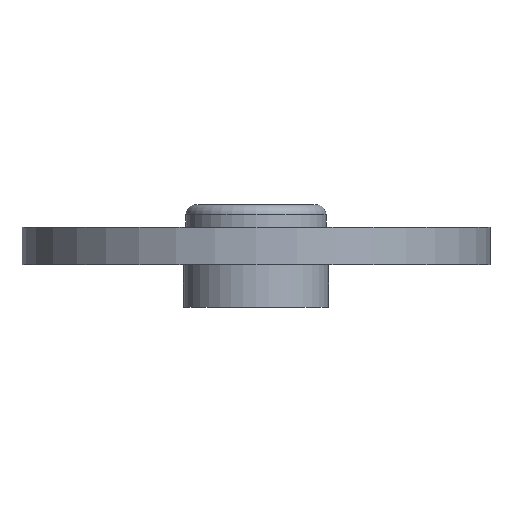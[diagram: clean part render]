
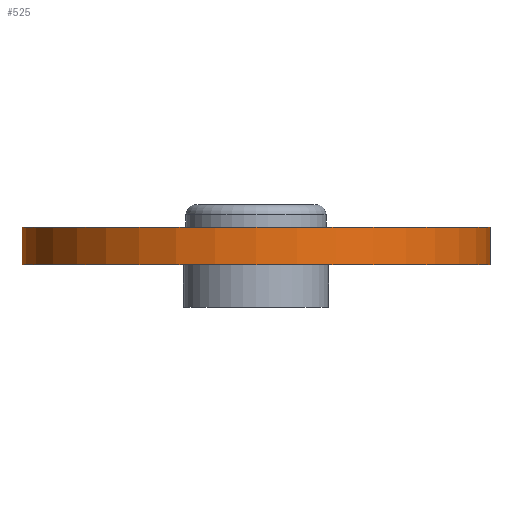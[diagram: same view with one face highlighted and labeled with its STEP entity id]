
A CAD part, front view. The second image highlights one B-rep face of the part: STEP entity #525.
In plain terms, the highlighted cylindrical face has radius 9.35 mm (diameter 18.7 mm), a full revolution.
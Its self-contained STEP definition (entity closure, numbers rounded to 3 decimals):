
#66 = PLANE('',#67);
#67 = AXIS2_PLACEMENT_3D('',#68,#69,#70);
#68 = CARTESIAN_POINT('',(9.35,0.,1.5));
#69 = DIRECTION('',(0.,0.,-1.));
#70 = DIRECTION('',(-1.,0.,0.));
#171 = EDGE_CURVE('',#172,#172,#174,.T.);
#172 = VERTEX_POINT('',#173);
#173 = CARTESIAN_POINT('',(9.35,0.,1.5));
#174 = SURFACE_CURVE('',#175,(#180,#191),.PCURVE_S1.);
#175 = CIRCLE('',#176,9.35);
#176 = AXIS2_PLACEMENT_3D('',#177,#178,#179);
#177 = CARTESIAN_POINT('',(0.,0.,1.5));
#178 = DIRECTION('',(0.,0.,1.));
#179 = DIRECTION('',(1.,0.,0.));
#180 = PCURVE('',#66,#181);
#181 = DEFINITIONAL_REPRESENTATION('',(#182),#190);
#182 = ( BOUNDED_CURVE() B_SPLINE_CURVE(2,(#183,#184,#185,#186,#187,#188
,#189),.UNSPECIFIED.,.F.,.F.) B_SPLINE_CURVE_WITH_KNOTS((1,2,2,2,2,1),(
    -2.094,0.,2.094,4.189,6.283,
8.378),.UNSPECIFIED.) CURVE() GEOMETRIC_REPRESENTATION_ITEM() 
RATIONAL_B_SPLINE_CURVE((1.,0.5,1.,0.5,1.,0.5,1.)) REPRESENTATION_ITEM(
  '') );
#183 = CARTESIAN_POINT('',(0.,0.));
#184 = CARTESIAN_POINT('',(0.,16.195));
#185 = CARTESIAN_POINT('',(14.025,8.097));
#186 = CARTESIAN_POINT('',(28.05,0.));
#187 = CARTESIAN_POINT('',(14.025,-8.097));
#188 = CARTESIAN_POINT('',(0.,-16.195));
#189 = CARTESIAN_POINT('',(0.,0.));
#190 = ( GEOMETRIC_REPRESENTATION_CONTEXT(2) 
PARAMETRIC_REPRESENTATION_CONTEXT() REPRESENTATION_CONTEXT('2D SPACE',''
  ) );
#191 = PCURVE('',#192,#197);
#192 = CYLINDRICAL_SURFACE('',#193,9.35);
#193 = AXIS2_PLACEMENT_3D('',#194,#195,#196);
#194 = CARTESIAN_POINT('',(0.,0.,0.));
#195 = DIRECTION('',(-0.,-0.,-1.));
#196 = DIRECTION('',(1.,0.,0.));
#197 = DEFINITIONAL_REPRESENTATION('',(#198),#202);
#198 = LINE('',#199,#200);
#199 = CARTESIAN_POINT('',(-0.,-1.5));
#200 = VECTOR('',#201,1.);
#201 = DIRECTION('',(-1.,0.));
#202 = ( GEOMETRIC_REPRESENTATION_CONTEXT(2) 
PARAMETRIC_REPRESENTATION_CONTEXT() REPRESENTATION_CONTEXT('2D SPACE',''
  ) );
#525 = ADVANCED_FACE('',(#526),#192,.T.);
#526 = FACE_BOUND('',#527,.F.);
#527 = EDGE_LOOP('',(#528,#551,#552,#553));
#528 = ORIENTED_EDGE('',*,*,#529,.T.);
#529 = EDGE_CURVE('',#530,#172,#532,.T.);
#530 = VERTEX_POINT('',#531);
#531 = CARTESIAN_POINT('',(9.35,0.,0.));
#532 = SEAM_CURVE('',#533,(#537,#544),.PCURVE_S1.);
#533 = LINE('',#534,#535);
#534 = CARTESIAN_POINT('',(9.35,0.,0.));
#535 = VECTOR('',#536,1.);
#536 = DIRECTION('',(0.,0.,1.));
#537 = PCURVE('',#192,#538);
#538 = DEFINITIONAL_REPRESENTATION('',(#539),#543);
#539 = LINE('',#540,#541);
#540 = CARTESIAN_POINT('',(-0.,0.));
#541 = VECTOR('',#542,1.);
#542 = DIRECTION('',(-0.,-1.));
#543 = ( GEOMETRIC_REPRESENTATION_CONTEXT(2) 
PARAMETRIC_REPRESENTATION_CONTEXT() REPRESENTATION_CONTEXT('2D SPACE',''
  ) );
#544 = PCURVE('',#192,#545);
#545 = DEFINITIONAL_REPRESENTATION('',(#546),#550);
#546 = LINE('',#547,#548);
#547 = CARTESIAN_POINT('',(-6.283,0.));
#548 = VECTOR('',#549,1.);
#549 = DIRECTION('',(-0.,-1.));
#550 = ( GEOMETRIC_REPRESENTATION_CONTEXT(2) 
PARAMETRIC_REPRESENTATION_CONTEXT() REPRESENTATION_CONTEXT('2D SPACE',''
  ) );
#551 = ORIENTED_EDGE('',*,*,#171,.T.);
#552 = ORIENTED_EDGE('',*,*,#529,.F.);
#553 = ORIENTED_EDGE('',*,*,#554,.F.);
#554 = EDGE_CURVE('',#530,#530,#555,.T.);
#555 = SURFACE_CURVE('',#556,(#561,#568),.PCURVE_S1.);
#556 = CIRCLE('',#557,9.35);
#557 = AXIS2_PLACEMENT_3D('',#558,#559,#560);
#558 = CARTESIAN_POINT('',(0.,0.,0.));
#559 = DIRECTION('',(0.,0.,1.));
#560 = DIRECTION('',(1.,0.,0.));
#561 = PCURVE('',#192,#562);
#562 = DEFINITIONAL_REPRESENTATION('',(#563),#567);
#563 = LINE('',#564,#565);
#564 = CARTESIAN_POINT('',(-0.,0.));
#565 = VECTOR('',#566,1.);
#566 = DIRECTION('',(-1.,0.));
#567 = ( GEOMETRIC_REPRESENTATION_CONTEXT(2) 
PARAMETRIC_REPRESENTATION_CONTEXT() REPRESENTATION_CONTEXT('2D SPACE',''
  ) );
#568 = PCURVE('',#569,#574);
#569 = PLANE('',#570);
#570 = AXIS2_PLACEMENT_3D('',#571,#572,#573);
#571 = CARTESIAN_POINT('',(9.35,0.,0.));
#572 = DIRECTION('',(0.,0.,-1.));
#573 = DIRECTION('',(-1.,0.,0.));
#574 = DEFINITIONAL_REPRESENTATION('',(#575),#583);
#575 = ( BOUNDED_CURVE() B_SPLINE_CURVE(2,(#576,#577,#578,#579,#580,#581
,#582),.UNSPECIFIED.,.F.,.F.) B_SPLINE_CURVE_WITH_KNOTS((1,2,2,2,2,1),(
    -2.094,0.,2.094,4.189,6.283,
8.378),.UNSPECIFIED.) CURVE() GEOMETRIC_REPRESENTATION_ITEM() 
RATIONAL_B_SPLINE_CURVE((1.,0.5,1.,0.5,1.,0.5,1.)) REPRESENTATION_ITEM(
  '') );
#576 = CARTESIAN_POINT('',(0.,0.));
#577 = CARTESIAN_POINT('',(0.,16.195));
#578 = CARTESIAN_POINT('',(14.025,8.097));
#579 = CARTESIAN_POINT('',(28.05,0.));
#580 = CARTESIAN_POINT('',(14.025,-8.097));
#581 = CARTESIAN_POINT('',(0.,-16.195));
#582 = CARTESIAN_POINT('',(0.,0.));
#583 = ( GEOMETRIC_REPRESENTATION_CONTEXT(2) 
PARAMETRIC_REPRESENTATION_CONTEXT() REPRESENTATION_CONTEXT('2D SPACE',''
  ) );
